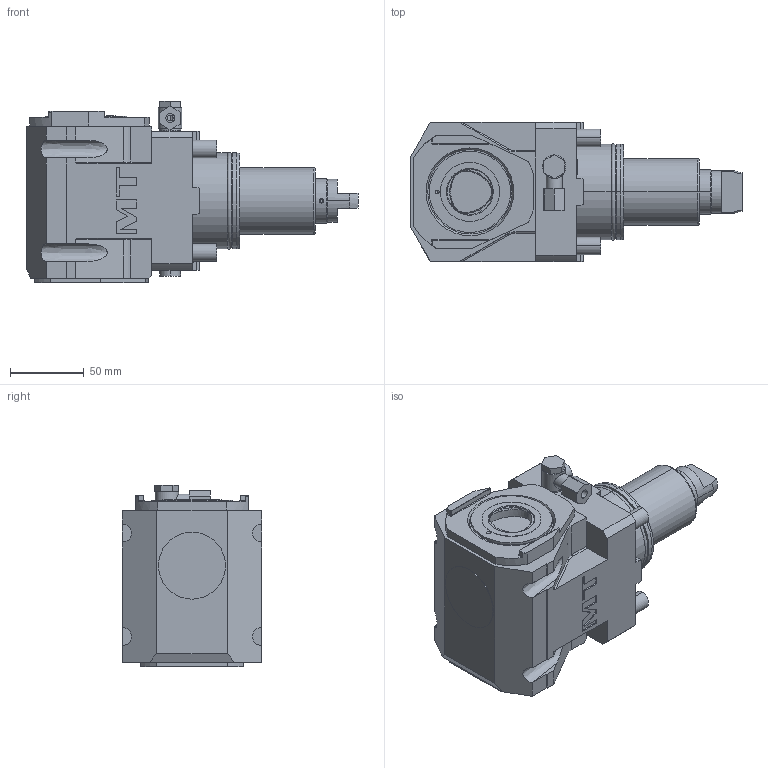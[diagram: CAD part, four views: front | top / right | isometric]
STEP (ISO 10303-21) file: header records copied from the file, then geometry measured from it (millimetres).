
FILE_DESCRIPTION((''),'2;1');
FILE_NAME('DWO3080140_CONF','2023-04-17T16:19:39',('gvalli'),('M.T. srl'),'CREO PARAMETRIC BY PTC INC, 2021072','CREO PARAMETRIC BY PTC INC, 2021072','');
FILE_SCHEMA(('CONFIG_CONTROL_DESIGN'));
Length unit declared in the file: millimetre
Products named in the file (1): DWO3080140_CONF
Bounding box: 224.5 x 94 x 123.05 mm (x, y, z)
Volume: 1206815.9 mm3; surface area: 97618.1 mm2
Topology: 1 solids, 1 shells, 380 faces, 946 edges, 608 vertices
Faces by surface type: plane 217, cylinder 108, cone 25, torus 16, bspline 10, extrusion 4
Entity records: 13045 total; most frequent: CARTESIAN_POINT 3914, ORIENTED_EDGE 1888, DIRECTION 1859, EDGE_CURVE 944, AXIS2_PLACEMENT_3D 625, VECTOR 609, VERTEX_POINT 608, LINE 605
